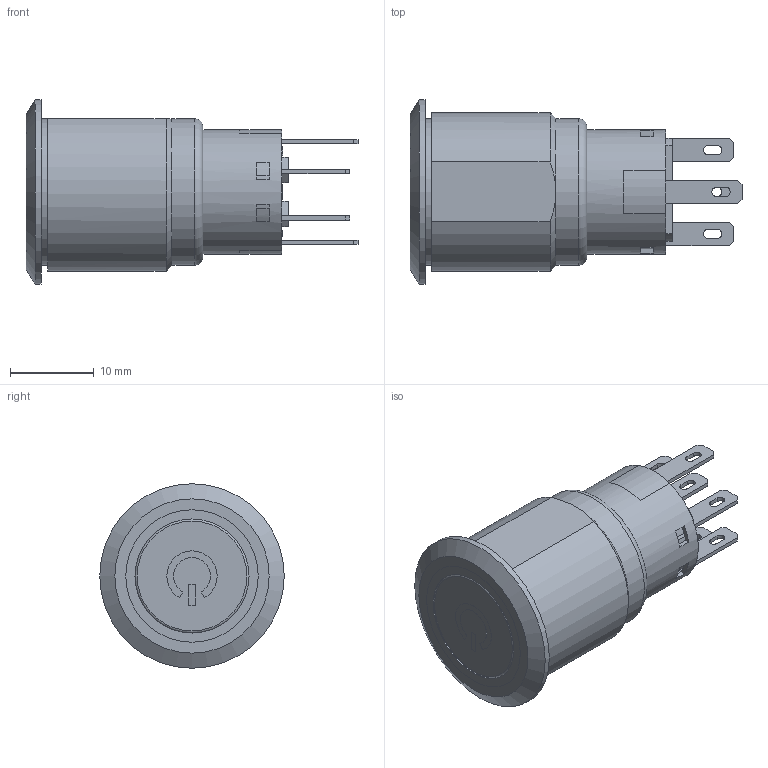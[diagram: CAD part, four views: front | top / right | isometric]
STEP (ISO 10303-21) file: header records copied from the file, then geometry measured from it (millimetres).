
FILE_DESCRIPTION(/* description */ (''),/* implementation_level */ '2;1');
FILE_NAME(/* name */ 'PV4F2B0xx-3Rx-M01.stp',/* time_stamp */ '2025-10-23T09:59:46-05:00',/* author */ ('mroman'),/* organization */ (''),/* preprocessor_version */ 'ST-DEVELOPER v18.1',/* originating_system */ 'Autodesk Inventor 2022',/* authorisation */ '');
FILE_SCHEMA (('AUTOMOTIVE_DESIGN { 1 0 10303 214 3 1 1 }'));
Length unit declared in the file: inch
Products named in the file (1): PV4F2B0xx-3Rx-M01
Bounding box: 39.6 x 22 x 22 mm (x, y, z)
Volume: 3210.2 mm3; surface area: 3563.7 mm2
Topology: 1 solids, 2 shells, 248 faces, 668 edges, 440 vertices
Faces by surface type: plane 175, cylinder 40, bspline 27, cone 3, torus 3
Full cylindrical faces by diameter (mm): 12.8 x1, 13.6 x2, 14.9 x1, 15 x1, 15.8 x2, 17.5 x2, 22 x1
Entity records: 7925 total; most frequent: CARTESIAN_POINT 1706, ORIENTED_EDGE 1328, DIRECTION 1180, EDGE_CURVE 664, LINE 480, VECTOR 480, VERTEX_POINT 438, AXIS2_PLACEMENT_3D 350
